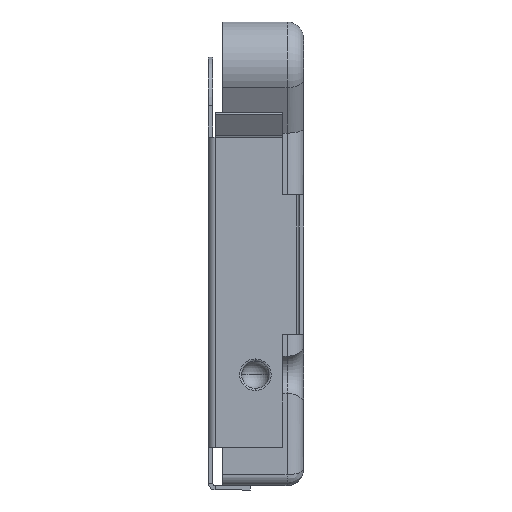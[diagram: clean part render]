
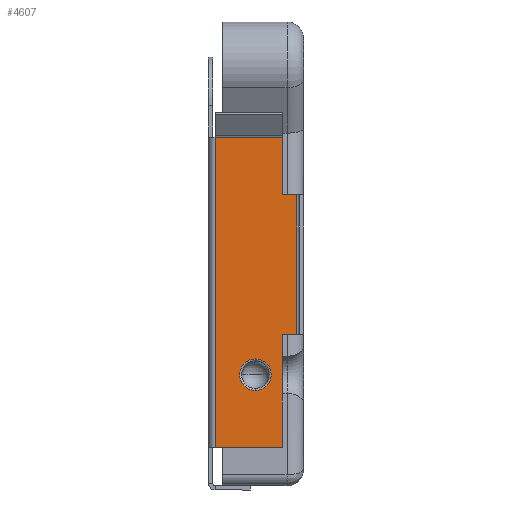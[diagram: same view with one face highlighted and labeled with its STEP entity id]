
A CAD part, left-side view. The second image highlights one B-rep face of the part: STEP entity #4607.
In plain terms, the highlighted planar face has unit normal (-1, 0, 0).
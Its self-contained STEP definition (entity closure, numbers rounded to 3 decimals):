
#3 = AXIS2_PLACEMENT_3D ( 'NONE', #620, #1089, #2546 ) ;
#20 = AXIS2_PLACEMENT_3D ( 'NONE', #4001, #2517, #1593 ) ;
#238 = CARTESIAN_POINT ( 'NONE',  ( -10.325, 4.12, -7.9 ) ) ;
#310 = CARTESIAN_POINT ( 'NONE',  ( -10.325, 0.97, 6.2 ) ) ;
#475 = CARTESIAN_POINT ( 'NONE',  ( -10.325, 0.3, 3.58 ) ) ;
#505 = VECTOR ( 'NONE', #5073, 1000. ) ;
#620 = CARTESIAN_POINT ( 'NONE',  ( -10.325, 0.97, 3.58 ) ) ;
#853 = CARTESIAN_POINT ( 'NONE',  ( -10.325, 0.97, -2.77 ) ) ;
#922 = DIRECTION ( 'NONE',  ( 0., -1., 0. ) ) ;
#946 = EDGE_CURVE ( 'NONE', #5701, #4532, #4308, .T. ) ;
#950 = LINE ( 'NONE', #238, #4745 ) ;
#1015 = DIRECTION ( 'NONE',  ( 0., -1., 0. ) ) ;
#1089 = DIRECTION ( 'NONE',  ( 1., 0., 0. ) ) ;
#1174 = PLANE ( 'NONE',  #3 ) ;
#1180 = EDGE_CURVE ( 'NONE', #2530, #3726, #4155, .T. ) ;
#1194 = VERTEX_POINT ( 'NONE', #4219 ) ;
#1563 = CARTESIAN_POINT ( 'NONE',  ( -10.325, 2.19, -4.6 ) ) ;
#1593 = DIRECTION ( 'NONE',  ( 0., 0., -1. ) ) ;
#1726 = LINE ( 'NONE', #5212, #4624 ) ;
#1758 = DIRECTION ( 'NONE',  ( 0., 0., -1. ) ) ;
#1952 = EDGE_CURVE ( 'NONE', #5599, #5345, #3603, .T. ) ;
#1994 = ORIENTED_EDGE ( 'NONE', *, *, #3309, .F. ) ;
#2044 = CARTESIAN_POINT ( 'NONE',  ( -10.325, 0.97, 3.58 ) ) ;
#2096 = AXIS2_PLACEMENT_3D ( 'NONE', #1563, #3532, #5357 ) ;
#2166 = ORIENTED_EDGE ( 'NONE', *, *, #5036, .F. ) ;
#2194 = DIRECTION ( 'NONE',  ( 0., -1., 0. ) ) ;
#2286 = CARTESIAN_POINT ( 'NONE',  ( -10.325, 0.3, 3.58 ) ) ;
#2325 = EDGE_CURVE ( 'NONE', #1194, #3820, #1726, .T. ) ;
#2429 = VECTOR ( 'NONE', #922, 1000. ) ;
#2517 = DIRECTION ( 'NONE',  ( 1., 0., 0. ) ) ;
#2530 = VERTEX_POINT ( 'NONE', #475 ) ;
#2546 = DIRECTION ( 'NONE',  ( 0., 0., -1. ) ) ;
#2618 = CARTESIAN_POINT ( 'NONE',  ( -10.325, 4.02, 0. ) ) ;
#2649 = DIRECTION ( 'NONE',  ( 0., 1., 0. ) ) ;
#2685 = EDGE_CURVE ( 'NONE', #5345, #5599, #3668, .T. ) ;
#2693 = VERTEX_POINT ( 'NONE', #4015 ) ;
#2773 = CARTESIAN_POINT ( 'NONE',  ( -10.325, 0.97, -7.9 ) ) ;
#2823 = EDGE_CURVE ( 'NONE', #5911, #2693, #4252, .T. ) ;
#2914 = VECTOR ( 'NONE', #2194, 1000. ) ;
#3007 = VECTOR ( 'NONE', #1758, 1000. ) ;
#3047 = CARTESIAN_POINT ( 'NONE',  ( -10.325, 0.97, -7.9 ) ) ;
#3217 = ORIENTED_EDGE ( 'NONE', *, *, #946, .F. ) ;
#3271 = LINE ( 'NONE', #310, #2914 ) ;
#3309 = EDGE_CURVE ( 'NONE', #5911, #1194, #3271, .T. ) ;
#3463 = ORIENTED_EDGE ( 'NONE', *, *, #2325, .F. ) ;
#3532 = DIRECTION ( 'NONE',  ( 1., 0., 0. ) ) ;
#3603 = CIRCLE ( 'NONE', #20, 0.718 ) ;
#3668 = CIRCLE ( 'NONE', #2096, 0.718 ) ;
#3712 = EDGE_LOOP ( 'NONE', ( #5980, #5272 ) ) ;
#3726 = VERTEX_POINT ( 'NONE', #5875 ) ;
#3756 = FACE_OUTER_BOUND ( 'NONE', #5020, .T. ) ;
#3759 = DIRECTION ( 'NONE',  ( 0., 0., -1. ) ) ;
#3820 = VERTEX_POINT ( 'NONE', #4525 ) ;
#3861 = EDGE_CURVE ( 'NONE', #4532, #2693, #950, .T. ) ;
#4001 = CARTESIAN_POINT ( 'NONE',  ( -10.325, 2.19, -4.6 ) ) ;
#4015 = CARTESIAN_POINT ( 'NONE',  ( -10.325, 4.02, -7.9 ) ) ;
#4155 = LINE ( 'NONE', #2286, #4384 ) ;
#4219 = CARTESIAN_POINT ( 'NONE',  ( -10.325, 0.97, 6.2 ) ) ;
#4252 = LINE ( 'NONE', #2618, #3007 ) ;
#4266 = CARTESIAN_POINT ( 'NONE',  ( -10.325, 2.19, -3.882 ) ) ;
#4277 = LINE ( 'NONE', #2044, #5259 ) ;
#4308 = LINE ( 'NONE', #2773, #505 ) ;
#4384 = VECTOR ( 'NONE', #3759, 1000. ) ;
#4498 = FACE_BOUND ( 'NONE', #3712, .T. ) ;
#4516 = CARTESIAN_POINT ( 'NONE',  ( -10.325, 2.19, -5.318 ) ) ;
#4525 = CARTESIAN_POINT ( 'NONE',  ( -10.325, 0.97, 3.58 ) ) ;
#4532 = VERTEX_POINT ( 'NONE', #3047 ) ;
#4593 = ORIENTED_EDGE ( 'NONE', *, *, #3861, .F. ) ;
#4607 = ADVANCED_FACE ( 'NONE', ( #4498, #3756 ), #1174, .F. ) ;
#4624 = VECTOR ( 'NONE', #4861, 1000. ) ;
#4647 = ORIENTED_EDGE ( 'NONE', *, *, #5239, .T. ) ;
#4671 = ORIENTED_EDGE ( 'NONE', *, *, #2823, .T. ) ;
#4729 = LINE ( 'NONE', #853, #2429 ) ;
#4745 = VECTOR ( 'NONE', #2649, 1000. ) ;
#4861 = DIRECTION ( 'NONE',  ( 0., 0., -1. ) ) ;
#4885 = CARTESIAN_POINT ( 'NONE',  ( -10.325, 0.97, -2.77 ) ) ;
#5020 = EDGE_LOOP ( 'NONE', ( #4647, #6214, #2166, #3463, #1994, #4671, #4593, #3217 ) ) ;
#5036 = EDGE_CURVE ( 'NONE', #3820, #2530, #4277, .T. ) ;
#5073 = DIRECTION ( 'NONE',  ( 0., 0., -1. ) ) ;
#5212 = CARTESIAN_POINT ( 'NONE',  ( -10.325, 0.97, -7.9 ) ) ;
#5239 = EDGE_CURVE ( 'NONE', #5701, #3726, #4729, .T. ) ;
#5259 = VECTOR ( 'NONE', #1015, 1000. ) ;
#5272 = ORIENTED_EDGE ( 'NONE', *, *, #2685, .T. ) ;
#5345 = VERTEX_POINT ( 'NONE', #4266 ) ;
#5357 = DIRECTION ( 'NONE',  ( 0., 0., -1. ) ) ;
#5599 = VERTEX_POINT ( 'NONE', #4516 ) ;
#5701 = VERTEX_POINT ( 'NONE', #4885 ) ;
#5875 = CARTESIAN_POINT ( 'NONE',  ( -10.325, 0.3, -2.77 ) ) ;
#5911 = VERTEX_POINT ( 'NONE', #6012 ) ;
#5980 = ORIENTED_EDGE ( 'NONE', *, *, #1952, .T. ) ;
#6012 = CARTESIAN_POINT ( 'NONE',  ( -10.325, 4.02, 6.2 ) ) ;
#6214 = ORIENTED_EDGE ( 'NONE', *, *, #1180, .F. ) ;
